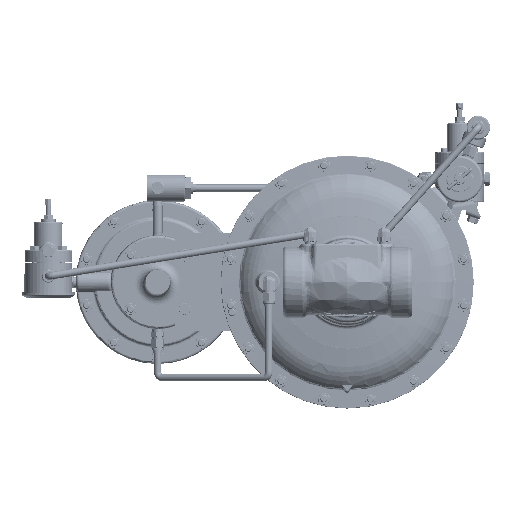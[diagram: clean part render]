
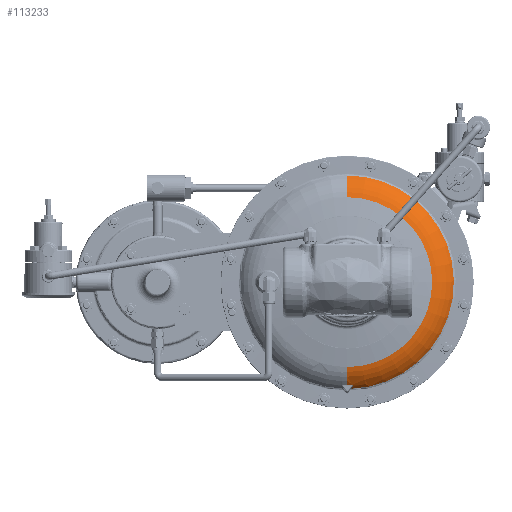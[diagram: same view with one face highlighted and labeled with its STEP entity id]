
A CAD part, front view. The second image highlights one B-rep face of the part: STEP entity #113233.
In plain terms, the highlighted toroidal (fillet/blend) face has major radius 101.323 mm and minor radius 46.038 mm.
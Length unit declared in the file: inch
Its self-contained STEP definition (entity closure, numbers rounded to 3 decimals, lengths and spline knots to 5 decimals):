
#14880 = DIRECTION ( 'NONE',  ( 0., 0., -1. ) ) ;
#15110 = VERTEX_POINT ( 'NONE', #373357 ) ;
#21452 = ORIENTED_EDGE ( 'NONE', *, *, #422935, .F. ) ;
#23066 = DIRECTION ( 'NONE',  ( 0., 0., 1. ) ) ;
#26021 = CARTESIAN_POINT ( 'NONE',  ( 0.25606, 9.98365, -5.23138 ) ) ;
#28357 = CARTESIAN_POINT ( 'NONE',  ( 0.30259, 10.04618, -5.29169 ) ) ;
#35710 = CIRCLE ( 'NONE', #338020, 5.43421 ) ;
#37942 = CARTESIAN_POINT ( 'NONE',  ( 0.21609, 10.20356, -5.42991 ) ) ;
#47995 = CARTESIAN_POINT ( 'NONE',  ( 0., 11.29756, 3.98911 ) ) ;
#52222 = VERTEX_POINT ( 'NONE', #116643 ) ;
#57554 = TOROIDAL_SURFACE ( 'NONE', #375001, 3.98911, 1.8125 ) ;
#59007 = DIRECTION ( 'NONE',  ( 0., -1., 0. ) ) ;
#63880 = CARTESIAN_POINT ( 'NONE',  ( 0.3027, 10.02705, -5.27312 ) ) ;
#69657 = VERTEX_POINT ( 'NONE', #227780 ) ;
#73460 = CARTESIAN_POINT ( 'NONE',  ( 0.26023, 10.12528, -5.36609 ) ) ;
#90766 = ORIENTED_EDGE ( 'NONE', *, *, #288938, .F. ) ;
#91461 = EDGE_CURVE ( 'NONE', #52222, #160786, #242536, .T. ) ;
#94741 = CARTESIAN_POINT ( 'NONE',  ( 0.27889, 9.99368, -5.24069 ) ) ;
#104064 = CARTESIAN_POINT ( 'NONE',  ( 0.29955, 10.0587, -5.30371 ) ) ;
#111451 = DIRECTION ( 'NONE',  ( 0., -1., 0. ) ) ;
#113233 = ADVANCED_FACE ( 'NONE', ( #317739 ), #57554, .T. ) ;
#116643 = CARTESIAN_POINT ( 'NONE',  ( 0., 9.97866, -5.23236 ) ) ;
#118342 = ORIENTED_EDGE ( 'NONE', *, *, #307194, .T. ) ;
#124049 = DIRECTION ( 'NONE',  ( 0., -1., 0. ) ) ;
#124909 = VERTEX_POINT ( 'NONE', #380403 ) ;
#125243 = CARTESIAN_POINT ( 'NONE',  ( 0., 10.20356, 0. ) ) ;
#128892 = AXIS2_PLACEMENT_3D ( 'NONE', #262896, #405054, #402741 ) ;
#130195 = CARTESIAN_POINT ( 'NONE',  ( 0.2211, 9.97866, -5.2277 ) ) ;
#134820 = CARTESIAN_POINT ( 'NONE',  ( 0.22995, 9.97918, -5.22786 ) ) ;
#157310 = CARTESIAN_POINT ( 'NONE',  ( 0., 9.51747, 0. ) ) ;
#160786 = VERTEX_POINT ( 'NONE', #306437 ) ;
#165173 = CARTESIAN_POINT ( 'NONE',  ( 0., 9.51747, 0. ) ) ;
#165906 = AXIS2_PLACEMENT_3D ( 'NONE', #47995, #339316, #14880 ) ;
#168318 = ORIENTED_EDGE ( 'NONE', *, *, #227658, .F. ) ;
#170304 = VERTEX_POINT ( 'NONE', #361893 ) ;
#170522 = CARTESIAN_POINT ( 'NONE',  ( 0.27182, 9.98978, -5.23701 ) ) ;
#194155 = DIRECTION ( 'NONE',  ( 0., 0., -1. ) ) ;
#194501 = EDGE_LOOP ( 'NONE', ( #21452, #196088, #118342, #444096, #352615, #324235, #168318, #90766 ) ) ;
#196088 = ORIENTED_EDGE ( 'NONE', *, *, #91461, .T. ) ;
#202297 = DIRECTION ( 'NONE',  ( 0., 0., 1. ) ) ;
#209759 = VERTEX_POINT ( 'NONE', #225771 ) ;
#222591 = CARTESIAN_POINT ( 'NONE',  ( 0.23747, 10.16347, -5.39869 ) ) ;
#225771 = CARTESIAN_POINT ( 'NONE',  ( 0.21609, 10.20356, -5.42991 ) ) ;
#227095 = EDGE_CURVE ( 'NONE', #341013, #209759, #402705, .T. ) ;
#227658 = EDGE_CURVE ( 'NONE', #124909, #15110, #464070, .T. ) ;
#227780 = CARTESIAN_POINT ( 'NONE',  ( 0., 10.20356, 5.43421 ) ) ;
#239246 = CARTESIAN_POINT ( 'NONE',  ( 0.28215, 9.99585, -5.24276 ) ) ;
#241571 = CARTESIAN_POINT ( 'NONE',  ( 0.21218, 9.97866, -5.22806 ) ) ;
#242536 = CIRCLE ( 'NONE', #128892, 5.23236 ) ;
#243894 = CARTESIAN_POINT ( 'NONE',  ( 0.29543, 10.00871, -5.25522 ) ) ;
#251752 = CARTESIAN_POINT ( 'NONE',  ( 0., 11.29756, -3.98911 ) ) ;
#253453 = CARTESIAN_POINT ( 'NONE',  ( 0.28423, 10.08897, -5.33227 ) ) ;
#254099 = DIRECTION ( 'NONE',  ( -1., 0., 0. ) ) ;
#256025 = DIRECTION ( 'NONE',  ( 0., 0., 1. ) ) ;
#262896 = CARTESIAN_POINT ( 'NONE',  ( 0., 9.97866, 0. ) ) ;
#267757 = B_SPLINE_CURVE_WITH_KNOTS ( 'NONE', 3,
 ( #241571, #130195, #134820, #274758, #26021, #419157, #170522, #94741, #239246, #423780, #243894, #388382, #63880, #352872, #28357, #104064, #355234, #326711, #468843, #362211 ),
 .UNSPECIFIED., .F., .F.,
 ( 4, 2, 2, 2, 2, 2, 2, 2, 2, 4 ),
 ( 0., 0.00068, 0.00135, 0.00169, 0.00203, 0.0027, 0.00338, 0.00405, 0.00473, 0.0054 ),
 .UNSPECIFIED. ) ;
#274758 = CARTESIAN_POINT ( 'NONE',  ( 0.24746, 9.98167, -5.2297 ) ) ;
#288938 = EDGE_CURVE ( 'NONE', #170304, #124909, #424155, .T. ) ;
#301773 = CIRCLE ( 'NONE', #165906, 1.8125 ) ;
#306437 = CARTESIAN_POINT ( 'NONE',  ( 0.21218, 9.97866, -5.22806 ) ) ;
#307194 = EDGE_CURVE ( 'NONE', #160786, #341013, #267757, .T. ) ;
#315345 = AXIS2_PLACEMENT_3D ( 'NONE', #251752, #254099, #322849 ) ;
#317739 = FACE_OUTER_BOUND ( 'NONE', #194501, .T. ) ;
#322849 = DIRECTION ( 'NONE',  ( 0., 0., 1. ) ) ;
#324235 = ORIENTED_EDGE ( 'NONE', *, *, #402729, .T. ) ;
#326711 = CARTESIAN_POINT ( 'NONE',  ( 0.29152, 10.07714, -5.32121 ) ) ;
#338020 = AXIS2_PLACEMENT_3D ( 'NONE', #125243, #59007, #194155 ) ;
#339316 = DIRECTION ( 'NONE',  ( 1., 0., 0. ) ) ;
#341013 = VERTEX_POINT ( 'NONE', #451906 ) ;
#352615 = ORIENTED_EDGE ( 'NONE', *, *, #357260, .T. ) ;
#352872 = CARTESIAN_POINT ( 'NONE',  ( 0.30336, 10.03983, -5.28554 ) ) ;
#355234 = CARTESIAN_POINT ( 'NONE',  ( 0.29725, 10.06492, -5.30964 ) ) ;
#357260 = EDGE_CURVE ( 'NONE', #209759, #69657, #35710, .T. ) ;
#361893 = CARTESIAN_POINT ( 'NONE',  ( 0., 9.51747, -4.33036 ) ) ;
#362211 = CARTESIAN_POINT ( 'NONE',  ( 0.28423, 10.08897, -5.33227 ) ) ;
#373357 = CARTESIAN_POINT ( 'NONE',  ( 0., 9.51747, 4.33036 ) ) ;
#375001 = AXIS2_PLACEMENT_3D ( 'NONE', #431235, #111451, #256025 ) ;
#380403 = CARTESIAN_POINT ( 'NONE',  ( 4.33036, 9.51747, 0. ) ) ;
#388382 = CARTESIAN_POINT ( 'NONE',  ( 0.30129, 10.02081, -5.26702 ) ) ;
#402705 = B_SPLINE_CURVE_WITH_KNOTS ( 'NONE', 3,
 ( #253453, #73460, #222591, #37942 ),
 .UNSPECIFIED., .F., .F.,
 ( 4, 4 ),
 ( 0., 0.0042 ),
 .UNSPECIFIED. ) ;
#402729 = EDGE_CURVE ( 'NONE', #69657, #15110, #301773, .T. ) ;
#402741 = DIRECTION ( 'NONE',  ( 0., 0., -1. ) ) ;
#405054 = DIRECTION ( 'NONE',  ( 0., -1., 0. ) ) ;
#416832 = AXIS2_PLACEMENT_3D ( 'NONE', #165173, #454109, #23066 ) ;
#419157 = CARTESIAN_POINT ( 'NONE',  ( 0.26796, 9.98805, -5.2354 ) ) ;
#422935 = EDGE_CURVE ( 'NONE', #52222, #170304, #451658, .T. ) ;
#423780 = CARTESIAN_POINT ( 'NONE',  ( 0.291, 10.00308, -5.24973 ) ) ;
#424155 = CIRCLE ( 'NONE', #416832, 4.33036 ) ;
#431235 = CARTESIAN_POINT ( 'NONE',  ( 0., 11.29756, 0. ) ) ;
#434201 = AXIS2_PLACEMENT_3D ( 'NONE', #157310, #124049, #202297 ) ;
#444096 = ORIENTED_EDGE ( 'NONE', *, *, #227095, .T. ) ;
#451658 = CIRCLE ( 'NONE', #315345, 1.8125 ) ;
#451906 = CARTESIAN_POINT ( 'NONE',  ( 0.28423, 10.08897, -5.33227 ) ) ;
#454109 = DIRECTION ( 'NONE',  ( 0., -1., 0. ) ) ;
#464070 = CIRCLE ( 'NONE', #434201, 4.33036 ) ;
#468843 = CARTESIAN_POINT ( 'NONE',  ( 0.2881, 10.08311, -5.32681 ) ) ;
